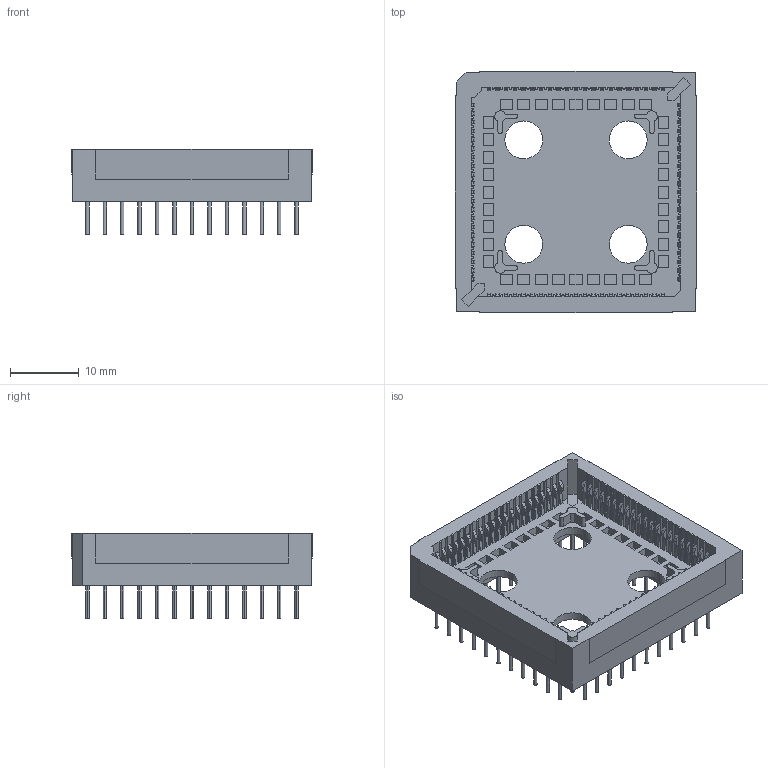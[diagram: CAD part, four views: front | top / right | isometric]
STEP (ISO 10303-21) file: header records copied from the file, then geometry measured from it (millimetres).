
FILE_DESCRIPTION(('STEP AP242'),'1');
FILE_NAME('1571541-4.stp','2022-01-24T11:36:24',('TraceParts'),('TraceParts S.A.'),'Spatial InterOp 3D',' ',' ');
FILE_SCHEMA(('AP242_MANAGED_MODEL_BASED_3D_ENGINEERING_MIM_LF {1 0 10303 442 1 1 4}'));
Length unit declared in the file: millimetre
Products named in the file (1): 1571541-4
Bounding box: 35.15 x 35.15 x 12.44 mm (x, y, z)
Volume: 3751.4 mm3; surface area: 5583.6 mm2
Topology: 1 solids, 1 shells, 1681 faces, 4659 edges, 3106 vertices
Faces by surface type: plane 985, cylinder 696
Entity records: 53956 total; most frequent: CARTESIAN_POINT 9447, DIRECTION 9415, ORIENTED_EDGE 9318, EDGE_CURVE 4659, LINE 3267, VECTOR 3267, VERTEX_POINT 3106, AXIS2_PLACEMENT_3D 3074
